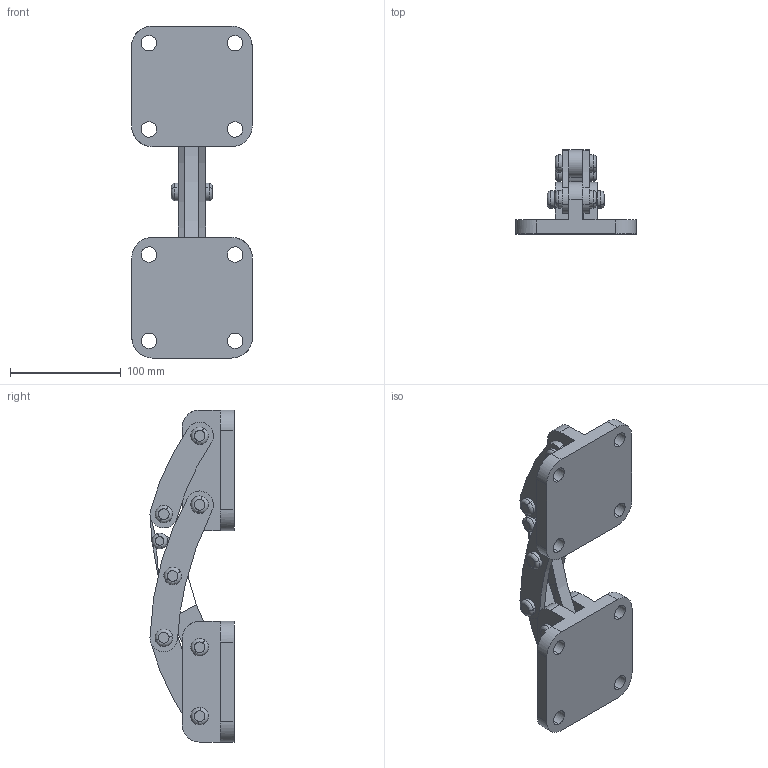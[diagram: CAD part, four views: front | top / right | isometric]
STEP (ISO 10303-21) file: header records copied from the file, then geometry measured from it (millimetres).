
FILE_DESCRIPTION(('FreeCAD Model'),'2;1');
FILE_NAME('Open CASCADE Shape Model','2025-05-01T12:12:06',('FreeCAD'),( 'FreeCAD'),'Open CASCADE STEP processor 7.6','FreeCAD','Unknown');
FILE_SCHEMA(('AUTOMOTIVE_DESIGN { 1 0 10303 214 1 1 1 1 }'));
Length unit declared in the file: millimetre
Products named in the file (1): Open CASCADE STEP translator 7.6 1
Bounding box: 109.27 x 75.95 x 299.98 mm (x, y, z)
Volume: 577954.9 mm3; surface area: 152275 mm2
Topology: 15 solids, 15 shells, 246 faces, 584 edges, 376 vertices
Faces by surface type: bspline 246
Entity records: 7742 total; most frequent: CARTESIAN_POINT 4451, ORIENTED_EDGE 1144, EDGE_CURVE 572, VERTEX_POINT 370, FACE_BOUND 320, EDGE_LOOP 320, ADVANCED_FACE 246, B_SPLINE_CURVE_WITH_KNOTS 208
